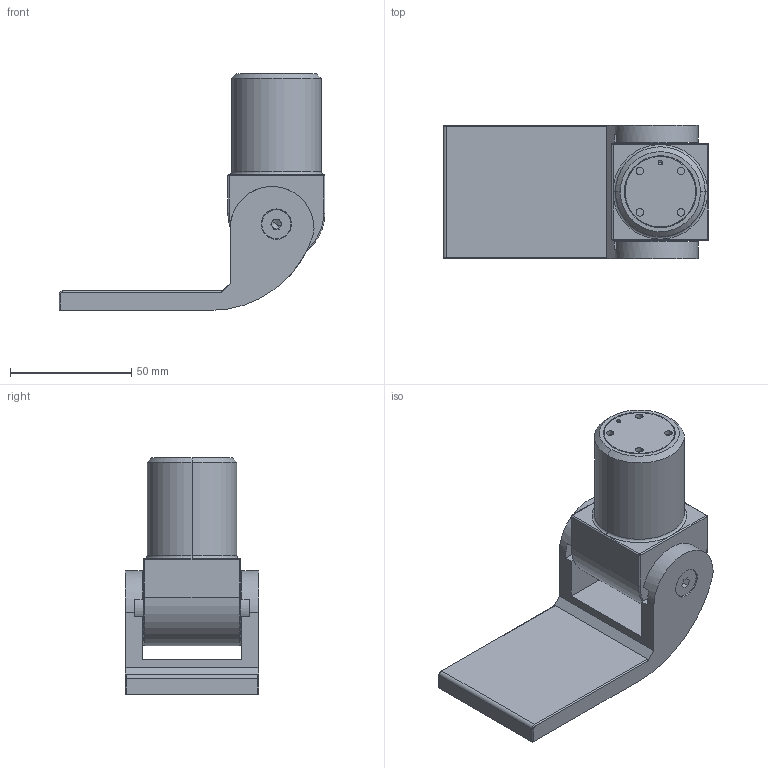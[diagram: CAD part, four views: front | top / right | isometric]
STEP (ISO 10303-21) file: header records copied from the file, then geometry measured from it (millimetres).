
FILE_DESCRIPTION (( 'STEP AP203' ), '1' );
FILE_NAME ('181-57-AT90-W.STEP', '2021-04-12T12:46:54', ( '' ), ( '' ), 'SwSTEP 2.0', 'SolidWorks 2018', '' );
FILE_SCHEMA (( 'CONFIG_CONTROL_DESIGN' ));
Length unit declared in the file: millimetre
Products named in the file (8): Teil1; DIN-7991 M3-M10_DIN7991 M6x14; DIN-7991 M3-M10; Teil2_181-57-AT90-W Teil2; Teil1_181-57-AT90-W Teil1; 181-57-AT90-W; Teil2
Assembly tree (4 placements, depth 2):
  Teil1
  DIN-7991 M3-M10
  DIN-7991 M3-M10
  181-57-AT90-W
    Teil1_181-57-AT90-W Teil1
    Teil2_181-57-AT90-W Teil2
    DIN-7991 M3-M10_DIN7991 M6x14  x2
  Teil2
Bounding box: 109.5 x 55 x 97.5 mm (x, y, z)
Volume: 151845.6 mm3; surface area: 33773.2 mm2
Topology: 5 solids, 5 shells, 528 faces, 1303 edges, 825 vertices
Faces by surface type: plane 271, bspline 111, cylinder 82, cone 38, torus 22, sphere 4
Entity records: 20789 total; most frequent: CARTESIAN_POINT 8712, ORIENTED_EDGE 2478, DIRECTION 2049, EDGE_CURVE 1239, VERTEX_POINT 796, LINE 783, VECTOR 783, AXIS2_PLACEMENT_3D 633
